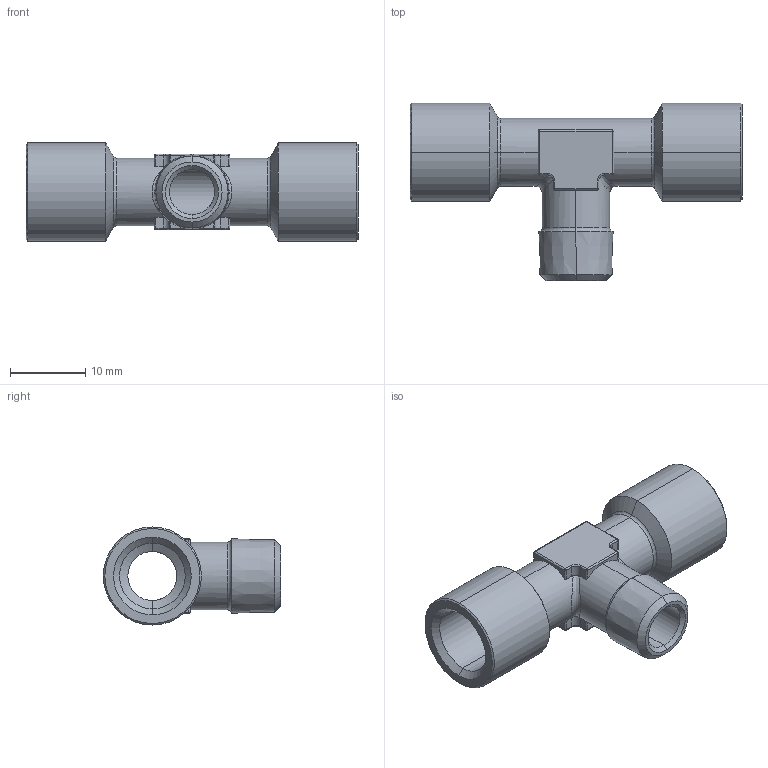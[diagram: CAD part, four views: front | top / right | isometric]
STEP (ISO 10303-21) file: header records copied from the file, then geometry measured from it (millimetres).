
FILE_DESCRIPTION (( 'STEP AP203' ), '1' );
FILE_NAME ('002-X326.STEP', '2013-10-30T15:48:45', ( 'Gabriele' ), ( '' ), 'SwSTEP 2.0', 'SolidWorks 2011', '' );
FILE_SCHEMA (( 'CONFIG_CONTROL_DESIGN' ));
Length unit declared in the file: millimetre
Products named in the file (1): 002-X326
Bounding box: 44 x 23.5 x 13 mm (x, y, z)
Volume: 2925.9 mm3; surface area: 3455.6 mm2
Topology: 1 solids, 1 shells, 118 faces, 278 edges, 150 vertices
Faces by surface type: cylinder 49, cone 24, plane 21, sphere 12, torus 10, bspline 2
Entity records: 3555 total; most frequent: CARTESIAN_POINT 843, DIRECTION 590, ORIENTED_EDGE 532, EDGE_CURVE 266, AXIS2_PLACEMENT_3D 237, VERTEX_POINT 150, EDGE_LOOP 122, CIRCLE 120
